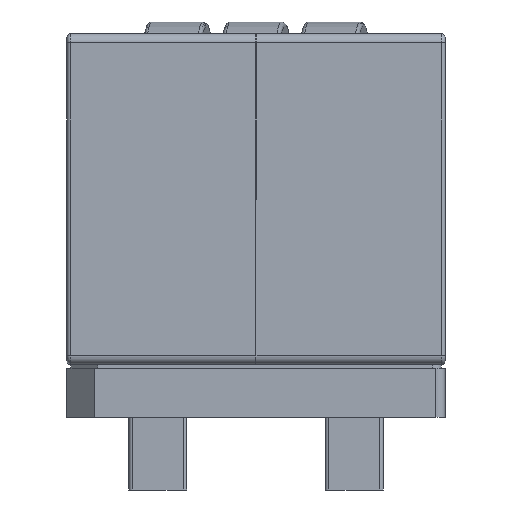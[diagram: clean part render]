
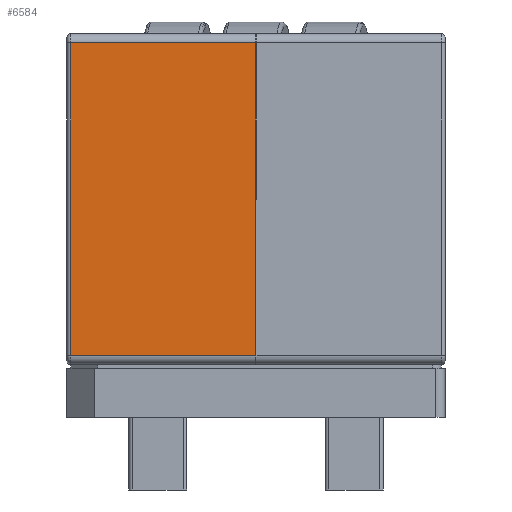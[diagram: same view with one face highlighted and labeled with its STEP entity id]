
A CAD part, left-side view. The second image highlights one B-rep face of the part: STEP entity #6584.
In plain terms, the highlighted face is planar.
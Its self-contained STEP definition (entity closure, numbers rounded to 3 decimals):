
#1414=ORIENTED_EDGE('',*,*,#3084,.T.);
#1415=ORIENTED_EDGE('',*,*,#3085,.T.);
#1416=ORIENTED_EDGE('',*,*,#3086,.T.);
#1417=ORIENTED_EDGE('',*,*,#3068,.F.);
#3068=EDGE_CURVE('',#3930,#3931,#4556,.T.);
#3084=EDGE_CURVE('',#3930,#3942,#4562,.F.);
#3085=EDGE_CURVE('',#3942,#3943,#4563,.T.);
#3086=EDGE_CURVE('',#3943,#3931,#4564,.T.);
#3930=VERTEX_POINT('',#13787);
#3931=VERTEX_POINT('',#13788);
#3942=VERTEX_POINT('',#13817);
#3943=VERTEX_POINT('',#13819);
#4556=LINE('',#13786,#5024);
#4562=LINE('',#13816,#5030);
#4563=LINE('',#13818,#5031);
#4564=LINE('',#13820,#5032);
#5024=VECTOR('',#9723,1000.);
#5030=VECTOR('',#9753,1000.);
#5031=VECTOR('',#9754,1000.);
#5032=VECTOR('',#9755,1000.);
#5442=EDGE_LOOP('',(#1414,#1415,#1416,#1417));
#5902=FACE_BOUND('',#5442,.T.);
#6319=PLANE('',#9036);
#6584=ADVANCED_FACE('',(#5902),#6319,.T.);
#9036=AXIS2_PLACEMENT_3D('',#13815,#9751,#9752);
#9723=DIRECTION('',(0.,-1.,0.));
#9751=DIRECTION('',(1.,0.,0.));
#9752=DIRECTION('',(0.,1.,0.));
#9753=DIRECTION('',(0.,0.,-1.));
#9754=DIRECTION('',(0.,-1.,0.));
#9755=DIRECTION('',(0.,0.,-1.));
#13786=CARTESIAN_POINT('',(12.5,9.1,-5.2));
#13787=CARTESIAN_POINT('',(12.5,8.6,-5.2));
#13788=CARTESIAN_POINT('',(12.5,-8.6,-5.2));
#13815=CARTESIAN_POINT('',(12.5,9.1,5.2));
#13816=CARTESIAN_POINT('',(12.5,8.6,5.2));
#13817=CARTESIAN_POINT('',(12.5,8.6,5.));
#13818=CARTESIAN_POINT('',(12.5,-8.6,5.));
#13819=CARTESIAN_POINT('',(12.5,-8.6,5.));
#13820=CARTESIAN_POINT('',(12.5,-8.6,5.2));
